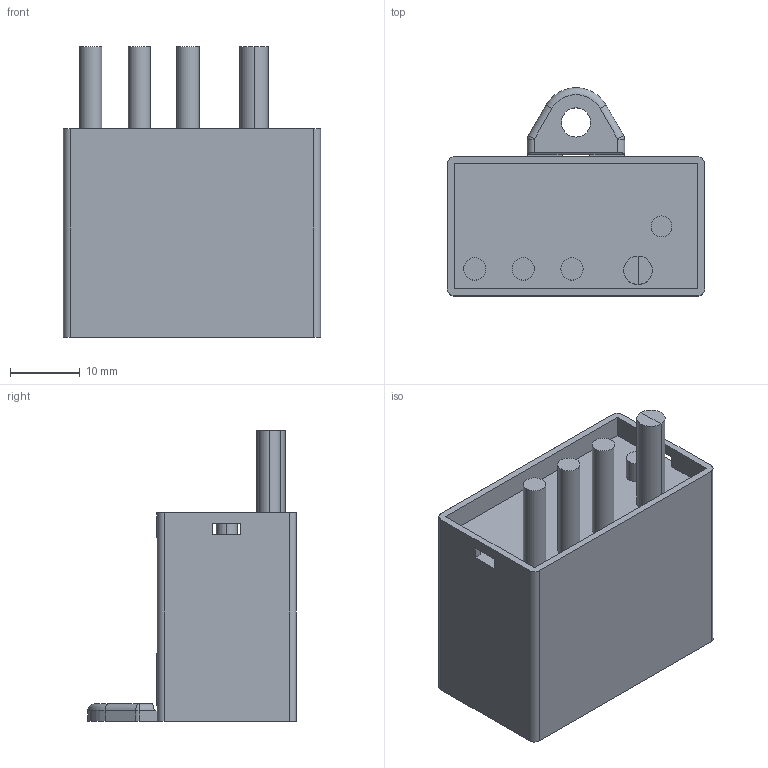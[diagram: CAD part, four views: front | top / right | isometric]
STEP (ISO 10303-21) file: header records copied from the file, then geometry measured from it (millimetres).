
FILE_DESCRIPTION((''),'2;1');
FILE_NAME('ASM0027_ASM','2021-02-02T',('marketing.praksa'),('Audax d.o.o.'),'CREO PARAMETRIC BY PTC INC, 2017480','CREO PARAMETRIC BY PTC INC, 2017480','');
FILE_SCHEMA(('AUTOMOTIVE_DESIGN { 1 0 10303 214 1 1 1 1 }'));
Length unit declared in the file: millimetre
Products named in the file (43): 0000064046_1_1_1; PRT0025_1_1; PRT0026_1_1; PRT0027_1_1_2_1; PRT0027_1_1_2_2; PRT0027_1_1_2_ASM; PRT0028_1_1; PRT0029_1_1; WORDS_1_1_2_1; WORDS_1_1_2_2; WORDS_1_1_2_3; WORDS_1_1_2_4; WORDS_1_1_2_5; WORDS_1_1_2_6; WORDS_1_1_2_7; WORDS_1_1_2_8; WORDS_1_1_2_9; WORDS_1_1_2_10; WORDS_1_1_2_11; WORDS_1_1_2_12; WORDS_1_1_2_13; WORDS_1_1_2_14; WORDS_1_1_2_15; WORDS_1_1_2_16; WORDS_1_1_2_17; WORDS_1_1_2_18; WORDS_1_1_2_19; WORDS_1_1_2_20; WORDS_1_1_2_21; WORDS_1_1_2_22; WORDS_1_1_2_23; WORDS_1_1_2_24; WORDS_1_1_2_25; WORDS_1_1_2_26; WORDS_1_1_2_27; WORDS_1_1_2_ASM; TMP_DWG_65_1_1_1_2_1_2_3_1_2__2; TMP_DWG_65_1_2_1_2_1_2_3_1_2__2; TMP_DWG_65_1_3_1_2_1_2_3_1_2__2; ASM0011_1_2_ASM_1_1_ASM ...
Assembly tree (42 placements, depth 5):
  ASM0027_ASM
    ASM0025_ASM_1_1_ASM
      0000064046_1_1_1
      PRT0025_1_1
      PRT0026_1_1
      PRT0027_1_1_2_ASM
        PRT0027_1_1_2_1
        PRT0027_1_1_2_2
      PRT0028_1_1
      PRT0029_1_1
      WORDS_1_1_2_ASM
        WORDS_1_1_2_1
        WORDS_1_1_2_2
        WORDS_1_1_2_3
        WORDS_1_1_2_4
        WORDS_1_1_2_5
        WORDS_1_1_2_6
        WORDS_1_1_2_7
        WORDS_1_1_2_8
        WORDS_1_1_2_9
        WORDS_1_1_2_10
        WORDS_1_1_2_11
        WORDS_1_1_2_12
        WORDS_1_1_2_13
        WORDS_1_1_2_14
        WORDS_1_1_2_15
        WORDS_1_1_2_16
        WORDS_1_1_2_17
        WORDS_1_1_2_18
        WORDS_1_1_2_19
        WORDS_1_1_2_20
        WORDS_1_1_2_21
        WORDS_1_1_2_22
        WORDS_1_1_2_23
        WORDS_1_1_2_24
        WORDS_1_1_2_25
        WORDS_1_1_2_26
        WORDS_1_1_2_27
      ASM0026_ASM_1_1_ASM
        ASM0011_1_2_ASM_1_1_ASM
          TMP_DWG_65_1_1_1_2_1_2_3_1_2__2
          TMP_DWG_65_1_2_1_2_1_2_3_1_2__2
          TMP_DWG_65_1_3_1_2_1_2_3_1_2__2
Bounding box: 37 x 30 x 41.8 mm (x, y, z)
Volume: 20467.5 mm3; surface area: 11080.7 mm2
Topology: 33 solids, 43 shells, 568 faces, 1462 edges, 972 vertices
Faces by surface type: plane 301, extrusion 151, cylinder 113, sphere 2, torus 1
Entity records: 28342 total; most frequent: CARTESIAN_POINT 5178, ORIENTED_EDGE 2896, DIRECTION 2628, PRESENTATION_STYLE_ASSIGNMENT 1634, STYLED_ITEM 1634, EDGE_CURVE 1460, CURVE_STYLE 1128, VECTOR 1070
